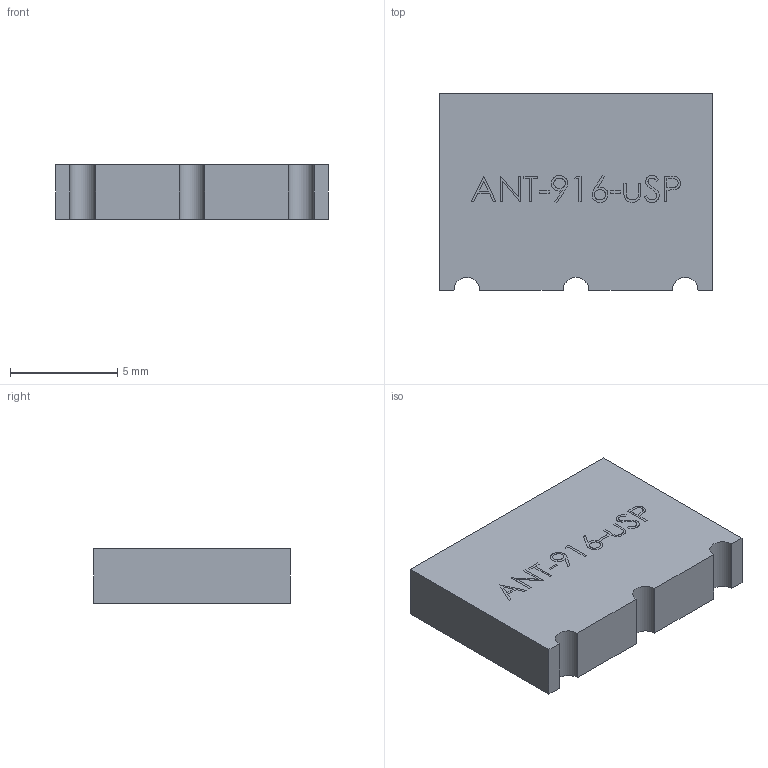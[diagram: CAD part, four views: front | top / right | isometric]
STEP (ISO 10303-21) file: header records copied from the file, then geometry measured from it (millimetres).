
FILE_DESCRIPTION (( 'STEP AP214' ), '1' );
FILE_NAME ('ANT-916-USP.STEP', '2021-09-25T02:26:25', ( '' ), ( '' ), 'SwSTEP 2.0', 'SolidWorks 2019', '' );
FILE_SCHEMA (( 'AUTOMOTIVE_DESIGN' ));
Length unit declared in the file: millimetre
Products named in the file (1): ANT-916-USP
Bounding box: 12.7 x 9.14 x 2.54 mm (x, y, z)
Volume: 290.7 mm3; surface area: 345.1 mm2
Topology: 1 solids, 1 shells, 137 faces, 360 edges, 240 vertices
Faces by surface type: plane 89, bspline 45, cylinder 3
Entity records: 6626 total; most frequent: CARTESIAN_POINT 3351, ORIENTED_EDGE 720, DIRECTION 462, EDGE_CURVE 360, LINE 264, VECTOR 264, VERTEX_POINT 240, EDGE_LOOP 152
